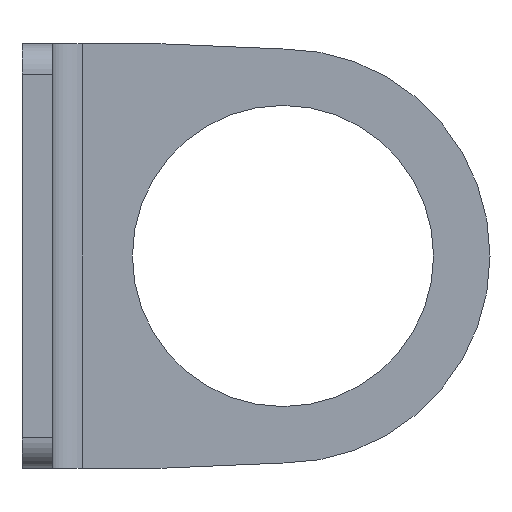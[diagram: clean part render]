
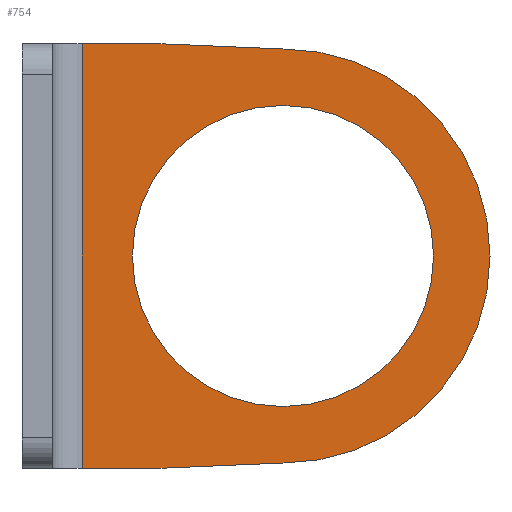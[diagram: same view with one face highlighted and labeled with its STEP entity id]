
A CAD part, front view. The second image highlights one B-rep face of the part: STEP entity #754.
In plain terms, the highlighted planar face has unit normal (0, -1, 0).
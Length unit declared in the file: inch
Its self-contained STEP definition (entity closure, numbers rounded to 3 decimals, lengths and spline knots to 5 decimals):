
#27 = AXIS2_PLACEMENT_3D ( 'NONE', #335, #899, #417 ) ;
#51 = VECTOR ( 'NONE', #273, 39.37008 ) ;
#70 = ORIENTED_EDGE ( 'NONE', *, *, #343, .F. ) ;
#74 = LINE ( 'NONE', #366, #673 ) ;
#105 = CARTESIAN_POINT ( 'NONE',  ( 0.44, -0.12, 0.845 ) ) ;
#135 = VERTEX_POINT ( 'NONE', #782 ) ;
#138 = DIRECTION ( 'NONE',  ( 1., 0., 0. ) ) ;
#142 = DIRECTION ( 'NONE',  ( 1., 0., 0. ) ) ;
#162 = CIRCLE ( 'NONE', #334, 0.825 ) ;
#171 = VERTEX_POINT ( 'NONE', #958 ) ;
#187 = EDGE_CURVE ( 'NONE', #851, #171, #575, .T. ) ;
#189 = AXIS2_PLACEMENT_3D ( 'NONE', #848, #526, #296 ) ;
#191 = CARTESIAN_POINT ( 'NONE',  ( 0.57, -0.12, 0. ) ) ;
#205 = EDGE_CURVE ( 'NONE', #664, #135, #162, .T. ) ;
#215 = VERTEX_POINT ( 'NONE', #804 ) ;
#223 = DIRECTION ( 'NONE',  ( 0., 1., 0. ) ) ;
#234 = PLANE ( 'NONE',  #677 ) ;
#246 = DIRECTION ( 'NONE',  ( 0., 0., -1. ) ) ;
#254 = CARTESIAN_POINT ( 'NONE',  ( 0.24, -0.12, 1.69 ) ) ;
#271 = EDGE_LOOP ( 'NONE', ( #280, #440, #850, #338, #859, #70, #893 ) ) ;
#273 = DIRECTION ( 'NONE',  ( 1., 0., 0. ) ) ;
#280 = ORIENTED_EDGE ( 'NONE', *, *, #306, .F. ) ;
#284 = VERTEX_POINT ( 'NONE', #310 ) ;
#286 = VECTOR ( 'NONE', #454, 39.37008 ) ;
#296 = DIRECTION ( 'NONE',  ( 1., 0., 0. ) ) ;
#298 = EDGE_CURVE ( 'NONE', #215, #817, #303, .T. ) ;
#303 = CIRCLE ( 'NONE', #189, 0.6 ) ;
#306 = EDGE_CURVE ( 'NONE', #284, #664, #918, .T. ) ;
#310 = CARTESIAN_POINT ( 'NONE',  ( 1.04, -0.12, 1.67 ) ) ;
#313 = DIRECTION ( 'NONE',  ( -1., 0., 0. ) ) ;
#329 = EDGE_CURVE ( 'NONE', #846, #284, #495, .T. ) ;
#334 = AXIS2_PLACEMENT_3D ( 'NONE', #373, #223, #142 ) ;
#335 = CARTESIAN_POINT ( 'NONE',  ( 1.04, -0.12, 0.845 ) ) ;
#337 = CARTESIAN_POINT ( 'NONE',  ( 0.24, -0.12, 1.69 ) ) ;
#338 = ORIENTED_EDGE ( 'NONE', *, *, #187, .T. ) ;
#339 = FACE_OUTER_BOUND ( 'NONE', #271, .T. ) ;
#343 = EDGE_CURVE ( 'NONE', #135, #1005, #695, .T. ) ;
#348 = EDGE_CURVE ( 'NONE', #851, #846, #74, .T. ) ;
#349 = CIRCLE ( 'NONE', #27, 0.6 ) ;
#350 = EDGE_LOOP ( 'NONE', ( #411, #1001 ) ) ;
#356 = EDGE_CURVE ( 'NONE', #171, #1005, #897, .T. ) ;
#358 = CARTESIAN_POINT ( 'NONE',  ( 1.87, -0.12, 0. ) ) ;
#364 = VECTOR ( 'NONE', #246, 39.37008 ) ;
#366 = CARTESIAN_POINT ( 'NONE',  ( 1.87, -0.12, 1.69 ) ) ;
#373 = CARTESIAN_POINT ( 'NONE',  ( 1.04, -0.12, 0.845 ) ) ;
#411 = ORIENTED_EDGE ( 'NONE', *, *, #298, .F. ) ;
#417 = DIRECTION ( 'NONE',  ( 1., 0., 0. ) ) ;
#440 = ORIENTED_EDGE ( 'NONE', *, *, #329, .F. ) ;
#441 = AXIS2_PLACEMENT_3D ( 'NONE', #926, #767, #683 ) ;
#454 = DIRECTION ( 'NONE',  ( 0.999, 0., -0.043 ) ) ;
#495 = LINE ( 'NONE', #931, #286 ) ;
#516 = VECTOR ( 'NONE', #599, 39.37008 ) ;
#526 = DIRECTION ( 'NONE',  ( 0., -1., 0. ) ) ;
#528 = CARTESIAN_POINT ( 'NONE',  ( 1.04, -0.12, 0.02 ) ) ;
#539 = CARTESIAN_POINT ( 'NONE',  ( 1.87, -0.12, 1.69 ) ) ;
#575 = LINE ( 'NONE', #254, #364 ) ;
#599 = DIRECTION ( 'NONE',  ( -0.999, 0., -0.043 ) ) ;
#607 = CARTESIAN_POINT ( 'NONE',  ( 1.865, -0.12, 0.845 ) ) ;
#664 = VERTEX_POINT ( 'NONE', #607 ) ;
#673 = VECTOR ( 'NONE', #138, 39.37008 ) ;
#677 = AXIS2_PLACEMENT_3D ( 'NONE', #539, #784, #313 ) ;
#683 = DIRECTION ( 'NONE',  ( 1., 0., 0. ) ) ;
#695 = LINE ( 'NONE', #528, #516 ) ;
#754 = ADVANCED_FACE ( 'NONE', ( #836, #339 ), #234, .F. ) ;
#767 = DIRECTION ( 'NONE',  ( 0., 1., 0. ) ) ;
#782 = CARTESIAN_POINT ( 'NONE',  ( 1.04, -0.12, 0.02 ) ) ;
#784 = DIRECTION ( 'NONE',  ( 0., 1., 0. ) ) ;
#804 = CARTESIAN_POINT ( 'NONE',  ( 1.64, -0.12, 0.845 ) ) ;
#813 = CARTESIAN_POINT ( 'NONE',  ( 0.57, -0.12, 1.69 ) ) ;
#817 = VERTEX_POINT ( 'NONE', #105 ) ;
#836 = FACE_BOUND ( 'NONE', #350, .T. ) ;
#846 = VERTEX_POINT ( 'NONE', #813 ) ;
#848 = CARTESIAN_POINT ( 'NONE',  ( 1.04, -0.12, 0.845 ) ) ;
#850 = ORIENTED_EDGE ( 'NONE', *, *, #348, .F. ) ;
#851 = VERTEX_POINT ( 'NONE', #337 ) ;
#859 = ORIENTED_EDGE ( 'NONE', *, *, #356, .T. ) ;
#893 = ORIENTED_EDGE ( 'NONE', *, *, #205, .F. ) ;
#897 = LINE ( 'NONE', #358, #51 ) ;
#899 = DIRECTION ( 'NONE',  ( 0., -1., 0. ) ) ;
#918 = CIRCLE ( 'NONE', #441, 0.825 ) ;
#926 = CARTESIAN_POINT ( 'NONE',  ( 1.04, -0.12, 0.845 ) ) ;
#931 = CARTESIAN_POINT ( 'NONE',  ( 1.04, -0.12, 1.67 ) ) ;
#958 = CARTESIAN_POINT ( 'NONE',  ( 0.24, -0.12, 0. ) ) ;
#967 = EDGE_CURVE ( 'NONE', #817, #215, #349, .T. ) ;
#1001 = ORIENTED_EDGE ( 'NONE', *, *, #967, .F. ) ;
#1005 = VERTEX_POINT ( 'NONE', #191 ) ;
